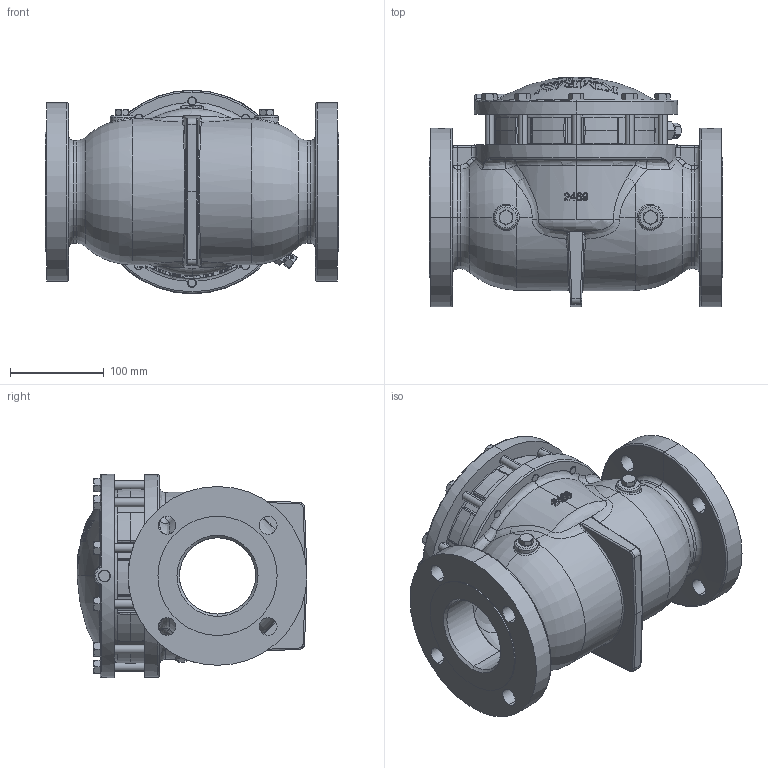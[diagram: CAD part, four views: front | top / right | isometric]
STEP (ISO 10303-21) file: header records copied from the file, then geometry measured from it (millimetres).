
FILE_DESCRIPTION (( 'STEP AP203' ), '1' );
FILE_NAME ('3 INCH 327 FMT-S (ENG).STEP', '2014-08-29T20:13:33', ( 'PCTech' ), ( 'Microsoft' ), 'SwSTEP 2.0', 'SolidWorks 2014', '' );
FILE_SCHEMA (( 'CONFIG_CONTROL_DESIGN' ));
Products named in the file (1): 3 INCH 327 FMT-S (ENG)
Bounding box: 312.72 x 244.91 x 216.95 mm (x, y, z)
Volume: 5041838.2 mm3; surface area: 524296 mm2
Topology: 1 solids, 1 shells, 1693 faces, 4460 edges, 2831 vertices
Faces by surface type: plane 728, bspline 359, cylinder 325, cone 167, torus 85, sphere 29
Entity records: 76202 total; most frequent: CARTESIAN_POINT 37939, ORIENTED_EDGE 8860, DIRECTION 6831, EDGE_CURVE 4430, VERTEX_POINT 2831, AXIS2_PLACEMENT_3D 2714, EDGE_LOOP 1823, ADVANCED_FACE 1693
